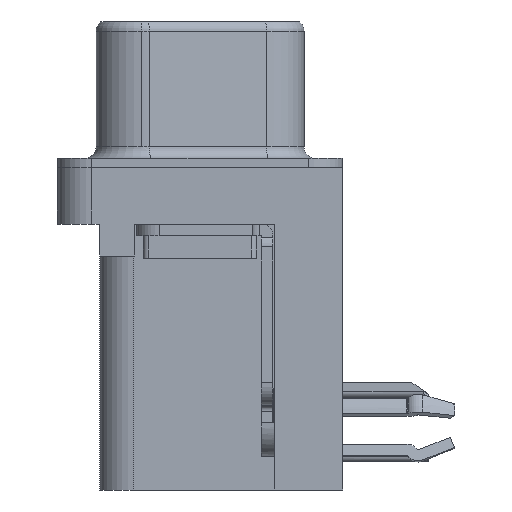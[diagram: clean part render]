
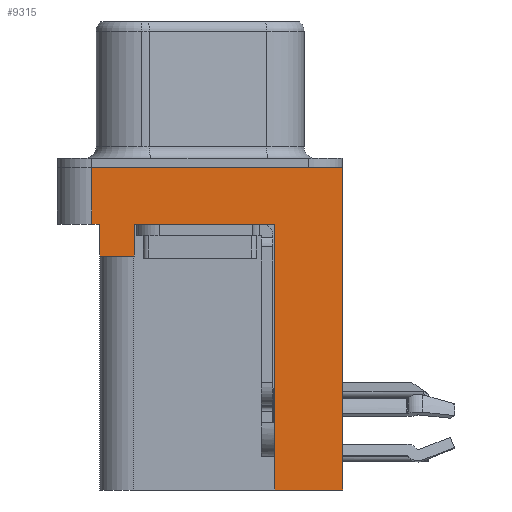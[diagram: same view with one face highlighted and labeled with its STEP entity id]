
A CAD part, left-side view. The second image highlights one B-rep face of the part: STEP entity #9315.
In plain terms, the highlighted planar face has unit normal (-1, 0, 0).
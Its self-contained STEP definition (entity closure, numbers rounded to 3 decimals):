
#112 = CARTESIAN_POINT ( 'NONE',  ( -2.91, 4.425, -3.9 ) ) ;
#175 = EDGE_CURVE ( 'NONE', #2351, #9701, #6807, .T. ) ;
#399 = VERTEX_POINT ( 'NONE', #7763 ) ;
#517 = VECTOR ( 'NONE', #13609, 1000. ) ;
#617 = DIRECTION ( 'NONE',  ( 0., 0., 1. ) ) ;
#690 = VERTEX_POINT ( 'NONE', #15720 ) ;
#753 = VECTOR ( 'NONE', #9401, 1000. ) ;
#757 = VERTEX_POINT ( 'NONE', #11025 ) ;
#774 = VECTOR ( 'NONE', #617, 1000. ) ;
#1045 = VECTOR ( 'NONE', #12022, 1000. ) ;
#1072 = DIRECTION ( 'NONE',  ( -1., 0., 0. ) ) ;
#1241 = ORIENTED_EDGE ( 'NONE', *, *, #6961, .F. ) ;
#1547 = ORIENTED_EDGE ( 'NONE', *, *, #11381, .F. ) ;
#1590 = CARTESIAN_POINT ( 'NONE',  ( -2.91, -3.295, -14.2 ) ) ;
#1738 = DIRECTION ( 'NONE',  ( 0., 1., 0. ) ) ;
#1828 = LINE ( 'NONE', #1590, #517 ) ;
#1895 = VERTEX_POINT ( 'NONE', #13014 ) ;
#2127 = CARTESIAN_POINT ( 'NONE',  ( -2.91, -6.275, -2.5 ) ) ;
#2242 = ORIENTED_EDGE ( 'NONE', *, *, #3297, .T. ) ;
#2351 = VERTEX_POINT ( 'NONE', #12832 ) ;
#2405 = ORIENTED_EDGE ( 'NONE', *, *, #7478, .F. ) ;
#2475 = LINE ( 'NONE', #112, #13748 ) ;
#2705 = VERTEX_POINT ( 'NONE', #9381 ) ;
#2713 = VECTOR ( 'NONE', #8331, 1000. ) ;
#2809 = CARTESIAN_POINT ( 'NONE',  ( -2.91, -6.275, -2.5 ) ) ;
#2846 = EDGE_CURVE ( 'NONE', #11749, #9701, #15515, .T. ) ;
#3143 = LINE ( 'NONE', #9285, #774 ) ;
#3297 = EDGE_CURVE ( 'NONE', #12092, #1895, #10625, .T. ) ;
#3909 = ORIENTED_EDGE ( 'NONE', *, *, #175, .T. ) ;
#4054 = VECTOR ( 'NONE', #1738, 1000. ) ;
#4181 = ORIENTED_EDGE ( 'NONE', *, *, #6952, .F. ) ;
#4365 = DIRECTION ( 'NONE',  ( 0., -1., 0. ) ) ;
#4572 = CARTESIAN_POINT ( 'NONE',  ( -2.91, -6.275, -2.5 ) ) ;
#4817 = CARTESIAN_POINT ( 'NONE',  ( -2.91, 4.775, 0. ) ) ;
#5218 = VERTEX_POINT ( 'NONE', #13252 ) ;
#5247 = VECTOR ( 'NONE', #4365, 1000. ) ;
#5987 = FACE_OUTER_BOUND ( 'NONE', #8144, .T. ) ;
#6057 = AXIS2_PLACEMENT_3D ( 'NONE', #15713, #1072, #10690 ) ;
#6479 = DIRECTION ( 'NONE',  ( 0., -1., 0. ) ) ;
#6807 = LINE ( 'NONE', #2127, #2713 ) ;
#6952 = EDGE_CURVE ( 'NONE', #2351, #5218, #8902, .T. ) ;
#6961 = EDGE_CURVE ( 'NONE', #5218, #1895, #1828, .T. ) ;
#7026 = PLANE ( 'NONE',  #6057 ) ;
#7033 = CARTESIAN_POINT ( 'NONE',  ( -2.91, 2.895, -2.5 ) ) ;
#7336 = ORIENTED_EDGE ( 'NONE', *, *, #9698, .T. ) ;
#7478 = EDGE_CURVE ( 'NONE', #757, #2705, #3143, .T. ) ;
#7763 = CARTESIAN_POINT ( 'NONE',  ( -2.91, 4.775, -2.5 ) ) ;
#8144 = EDGE_LOOP ( 'NONE', ( #11787, #1547, #14305, #2405, #9061, #7336, #2242, #1241, #4181, #3909 ) ) ;
#8216 = CARTESIAN_POINT ( 'NONE',  ( -2.91, -6.275, 0. ) ) ;
#8272 = CARTESIAN_POINT ( 'NONE',  ( -2.91, -6.275, 0. ) ) ;
#8331 = DIRECTION ( 'NONE',  ( 0., 0., 1. ) ) ;
#8787 = LINE ( 'NONE', #2809, #9975 ) ;
#8902 = LINE ( 'NONE', #11220, #4054 ) ;
#9061 = ORIENTED_EDGE ( 'NONE', *, *, #11004, .F. ) ;
#9285 = CARTESIAN_POINT ( 'NONE',  ( -2.91, 4.425, -3.9 ) ) ;
#9315 = ADVANCED_FACE ( 'NONE', ( #5987 ), #7026, .T. ) ;
#9381 = CARTESIAN_POINT ( 'NONE',  ( -2.91, 4.425, -2.5 ) ) ;
#9401 = DIRECTION ( 'NONE',  ( 0., 0., 1. ) ) ;
#9698 = EDGE_CURVE ( 'NONE', #690, #12092, #10904, .T. ) ;
#9701 = VERTEX_POINT ( 'NONE', #8216 ) ;
#9975 = VECTOR ( 'NONE', #6479, 1000. ) ;
#10625 = LINE ( 'NONE', #4572, #10699 ) ;
#10690 = DIRECTION ( 'NONE',  ( 0., 0., 1. ) ) ;
#10699 = VECTOR ( 'NONE', #13904, 1000. ) ;
#10904 = LINE ( 'NONE', #13386, #753 ) ;
#11004 = EDGE_CURVE ( 'NONE', #690, #757, #2475, .T. ) ;
#11025 = CARTESIAN_POINT ( 'NONE',  ( -2.91, 4.425, -3.9 ) ) ;
#11220 = CARTESIAN_POINT ( 'NONE',  ( -2.91, -3.295, -14.2 ) ) ;
#11381 = EDGE_CURVE ( 'NONE', #399, #11749, #13606, .T. ) ;
#11749 = VERTEX_POINT ( 'NONE', #4817 ) ;
#11787 = ORIENTED_EDGE ( 'NONE', *, *, #2846, .F. ) ;
#12022 = DIRECTION ( 'NONE',  ( 0., 0., 1. ) ) ;
#12092 = VERTEX_POINT ( 'NONE', #7033 ) ;
#12832 = CARTESIAN_POINT ( 'NONE',  ( -2.91, -6.275, -14.2 ) ) ;
#13014 = CARTESIAN_POINT ( 'NONE',  ( -2.91, -3.295, -2.5 ) ) ;
#13252 = CARTESIAN_POINT ( 'NONE',  ( -2.91, -3.295, -14.2 ) ) ;
#13386 = CARTESIAN_POINT ( 'NONE',  ( -2.91, 2.895, -3.9 ) ) ;
#13606 = LINE ( 'NONE', #14728, #1045 ) ;
#13609 = DIRECTION ( 'NONE',  ( 0., 0., 1. ) ) ;
#13635 = EDGE_CURVE ( 'NONE', #399, #2705, #8787, .T. ) ;
#13748 = VECTOR ( 'NONE', #14898, 1000. ) ;
#13904 = DIRECTION ( 'NONE',  ( 0., -1., 0. ) ) ;
#14305 = ORIENTED_EDGE ( 'NONE', *, *, #13635, .T. ) ;
#14728 = CARTESIAN_POINT ( 'NONE',  ( -2.91, 4.775, -2.5 ) ) ;
#14898 = DIRECTION ( 'NONE',  ( 0., 1., 0. ) ) ;
#15515 = LINE ( 'NONE', #8272, #5247 ) ;
#15713 = CARTESIAN_POINT ( 'NONE',  ( -2.91, -6.275, -2.5 ) ) ;
#15720 = CARTESIAN_POINT ( 'NONE',  ( -2.91, 2.895, -3.9 ) ) ;
